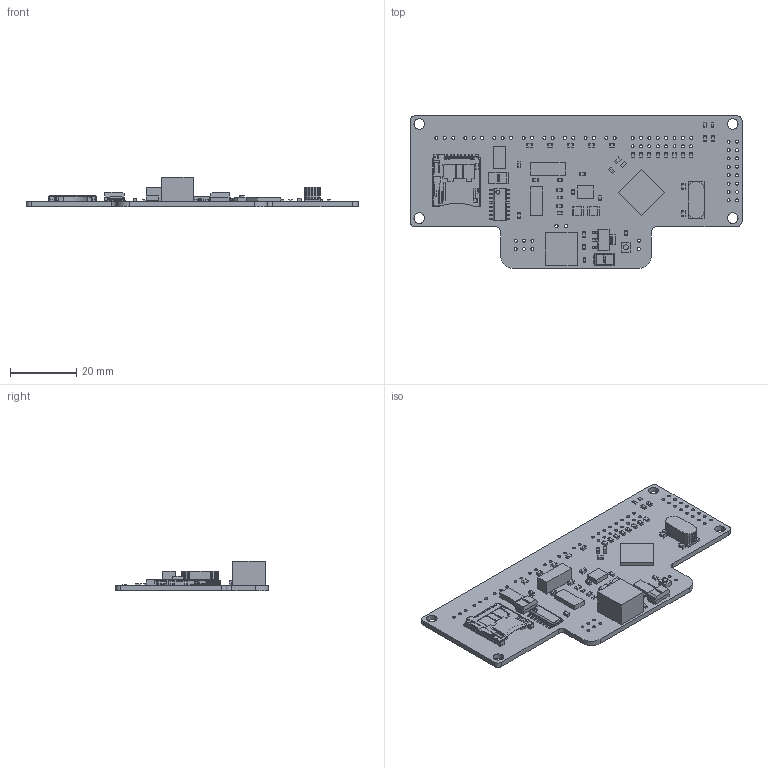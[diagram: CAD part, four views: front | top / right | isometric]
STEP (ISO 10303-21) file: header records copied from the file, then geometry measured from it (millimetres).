
FILE_DESCRIPTION(('Open CASCADE Model'),'2;1');
FILE_NAME('Open CASCADE Shape Model','2019-06-15T14:00:08',('Author'),( 'Open CASCADE'),'Open CASCADE STEP processor 6.8','Open CASCADE 6.8' ,'Unknown');
FILE_SCHEMA(('AUTOMOTIVE_DESIGN { 1 0 10303 214 1 1 1 1 }'));
Products named in the file (1): PCB
Bounding box: 100.58 x 46.23 x 8.96 mm (x, y, z)
Volume: 8047.8 mm3; surface area: 11715.6 mm2
Topology: 151 solids, 288 shells, 2151 faces, 5668 edges, 3962 vertices
Faces by surface type: plane 1719, cylinder 379, cone 45, sphere 6, extrusion 2
Full cylindrical faces by diameter (mm): 0.9 x59, 1.016 x4, 1.5 x1, 3 x1, 3.2 x4
Entity records: 68054 total; most frequent: CARTESIAN_POINT 12167, DIRECTION 10706, ORIENTED_EDGE 10618, EDGE_CURVE 5668, VECTOR 4796, LINE 4794, VERTEX_POINT 3962, AXIS2_PLACEMENT_3D 2955
